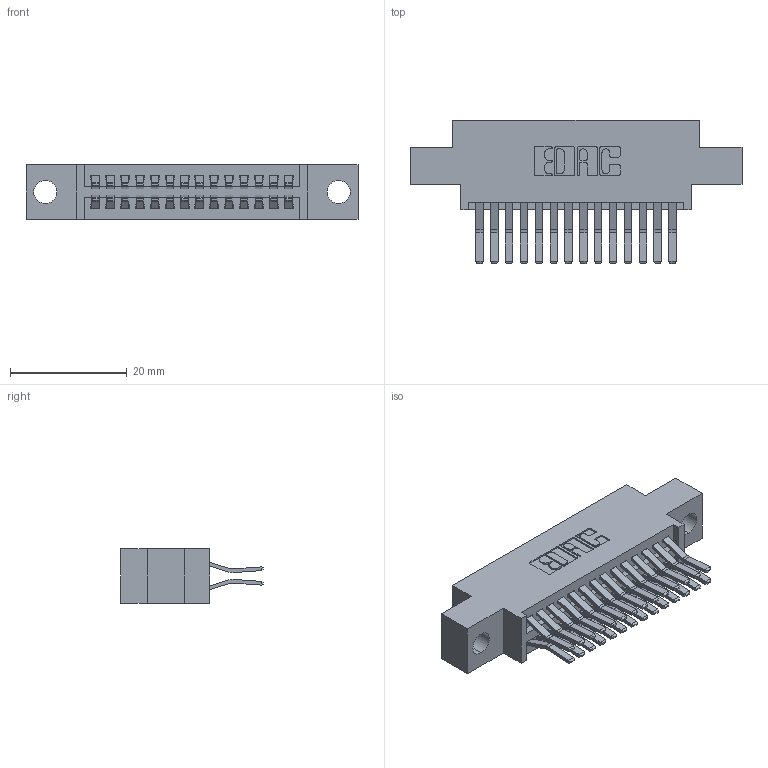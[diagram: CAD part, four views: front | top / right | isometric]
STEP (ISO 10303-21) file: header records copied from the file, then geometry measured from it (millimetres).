
FILE_DESCRIPTION (( 'STEP AP203' ), '1' );
FILE_NAME ('395-028-560-804.STEP', '2018-11-10T16:59:25', ( '' ), ( '' ), 'SwSTEP 2.0', 'SolidWorks 2016', '' );
FILE_SCHEMA (( 'CONFIG_CONTROL_DESIGN' ));
Length unit declared in the file: inch
Products named in the file (3): 395-028-560-804; 345-292-001_560 Tail; 345 Part_0.170 Offset - 0.156 Dia-TH
Assembly tree (29 placements, depth 2):
  395-028-560-804
    345 Part_0.170 Offset - 0.156 Dia-TH
    345-292-001_560 Tail  x28
Bounding box: 56.77 x 24.45 x 9.4 mm (x, y, z)
Volume: 5237 mm3; surface area: 7629.5 mm2
Topology: 29 solids, 29 shells, 1586 faces, 4693 edges, 3090 vertices
Faces by surface type: plane 1008, cylinder 578
Entity records: 14977 total; most frequent: CARTESIAN_POINT 2540, ORIENTED_EDGE 2474, DIRECTION 2277, EDGE_CURVE 1237, VECTOR 1045, LINE 1045, VERTEX_POINT 822, AXIS2_PLACEMENT_3D 616
